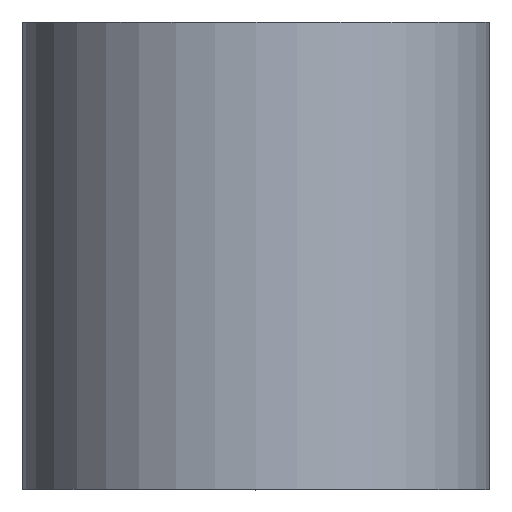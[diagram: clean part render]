
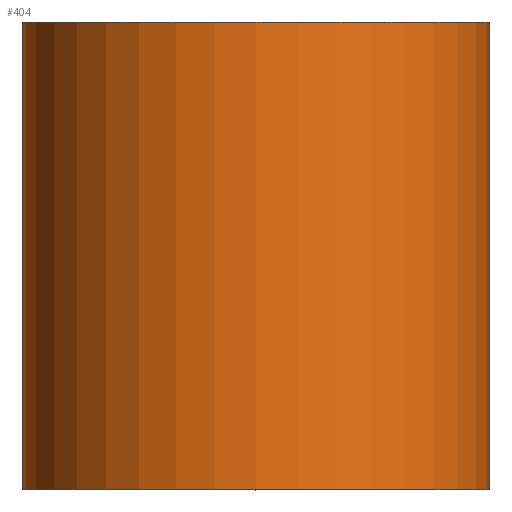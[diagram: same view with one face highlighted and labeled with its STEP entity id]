
A CAD part, top view. The second image highlights one B-rep face of the part: STEP entity #404.
In plain terms, the highlighted cylindrical face has radius 10 mm (diameter 20 mm), a partial arc.
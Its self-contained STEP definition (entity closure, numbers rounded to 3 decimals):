
#290=EDGE_CURVE('',#592,#622,#744,.T.);
#322=EDGE_CURVE('',#378,#622,#781,.T.);
#324=EDGE_CURVE('',#592,#514,#783,.T.);
#378=VERTEX_POINT('',#844);
#404=ADVANCED_FACE('',(#871),#872,.T.);
#514=VERTEX_POINT('',#1002);
#592=VERTEX_POINT('',#1095);
#622=VERTEX_POINT('',#1128);
#674=EDGE_CURVE('',#378,#514,#1185,.T.);
#744=CIRCLE('',#1259,10.0);
#781=LINE('',#1306,#1307);
#783=LINE('',#1310,#1311);
#844=CARTESIAN_POINT('',(10.0,0.0,0.0));
#871=FACE_OUTER_BOUND('',#1425,.T.);
#872=CYLINDRICAL_SURFACE('',#1426,10.0);
#1002=CARTESIAN_POINT('',(-10.0,0.0,0.));
#1095=CARTESIAN_POINT('',(-10.0,20.0,0.));
#1128=CARTESIAN_POINT('',(10.0,20.0,0.0));
#1185=CIRCLE('',#1826,10.0);
#1259=AXIS2_PLACEMENT_3D('',#1886,#1887,#1888);
#1306=CARTESIAN_POINT('',(10.0,10.0,0.));
#1307=VECTOR('',#1933,1.0);
#1310=CARTESIAN_POINT('',(-10.0,10.0,0.));
#1311=VECTOR('',#1934,1.0);
#1425=EDGE_LOOP('',(#2039,#2040,#2041,#2042));
#1426=AXIS2_PLACEMENT_3D('',#2043,#2044,#2045);
#1826=AXIS2_PLACEMENT_3D('',#2449,#2450,#2451);
#1886=CARTESIAN_POINT('',(0.0,20.0,0.0));
#1887=DIRECTION('',(-0.0,1.0,0.0));
#1888=DIRECTION('',(1.0,0.0,0.0));
#1933=DIRECTION('',(0.0,1.0,0.0));
#1934=DIRECTION('',(-0.0,-1.0,-0.0));
#2039=ORIENTED_EDGE('',*,*,#322,.T.);
#2040=ORIENTED_EDGE('',*,*,#290,.F.);
#2041=ORIENTED_EDGE('',*,*,#324,.T.);
#2042=ORIENTED_EDGE('',*,*,#674,.F.);
#2043=CARTESIAN_POINT('',(0.0,10.0,0.0));
#2044=DIRECTION('',(0.0,-1.0,-0.0));
#2045=DIRECTION('',(1.0,0.0,0.0));
#2449=CARTESIAN_POINT('',(0.0,0.0,0.0));
#2450=DIRECTION('',(0.0,-1.0,0.0));
#2451=DIRECTION('',(1.0,0.0,0.0));
